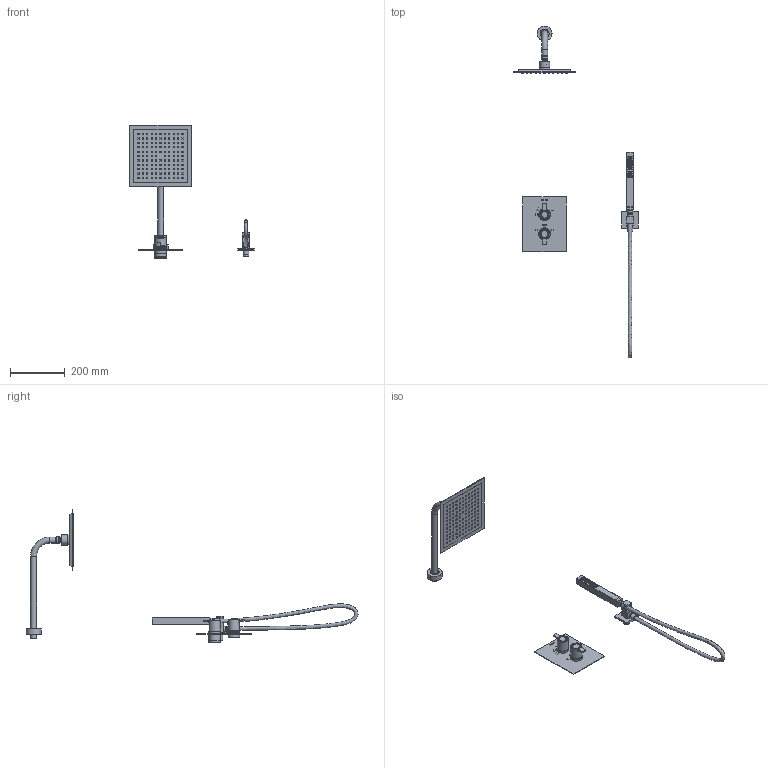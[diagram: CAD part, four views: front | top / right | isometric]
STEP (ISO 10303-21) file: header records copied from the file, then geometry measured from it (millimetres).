
FILE_DESCRIPTION (( 'STEP AP203' ), '1' );
FILE_NAME ('94DP02549.STEP', '2021-04-07T05:19:17', ( '' ), ( '' ), 'SwSTEP 2.0', 'SolidWorks 2018', '' );
FILE_SCHEMA (( 'CONFIG_CONTROL_DESIGN' ));
Length unit declared in the file: millimetre
Products named in the file (1): 94DP02549
Bounding box: 454.32 x 1209.73 x 487 mm (x, y, z)
Volume: 1096888.9 mm3; surface area: 389464.8 mm2
Topology: 20 solids, 20 shells, 2183 faces, 4692 edges, 2942 vertices
Faces by surface type: plane 1620, cylinder 419, cone 89, torus 26, bspline 15, sphere 14
Full cylindrical faces by diameter (mm): 1 x168, 3.1 x2, 3.3 x1, 4.15 x1, 4.65 x1, 6 x1, 6.2 x2, 9.8 x1, 10.1 x1, 10.5 x2, 13.4 x2, 14 x3, 15 x2, 16 x1, 18 x3, 18.1 x2, 18.5 x2, 18.631 x1, 18.632 x2, 18.7 x1, 20.6 x1, 20.8 x1, 20.955 x1, 21 x3, 22 x2, 22.1 x1, 22.7 x1, 23.4 x1, 24 x1, 24.4 x1
Entity records: 58918 total; most frequent: CARTESIAN_POINT 12466, DIRECTION 9570, ORIENTED_EDGE 8612, EDGE_CURVE 4306, VECTOR 3204, LINE 3204, AXIS2_PLACEMENT_3D 3183, EDGE_LOOP 2952
